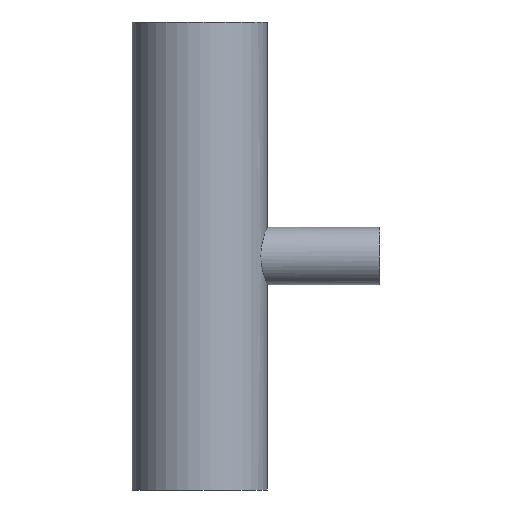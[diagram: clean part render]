
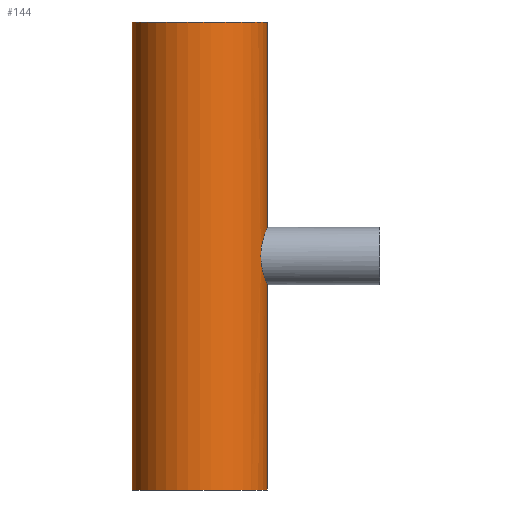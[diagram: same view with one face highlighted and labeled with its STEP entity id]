
A CAD part, front view. The second image highlights one B-rep face of the part: STEP entity #144.
In plain terms, the highlighted cylindrical face has radius 37.5 mm (diameter 75 mm), a partial arc.
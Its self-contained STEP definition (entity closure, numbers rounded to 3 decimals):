
#3 = DIRECTION ( 'NONE',  ( 0., 0., 1. ) ) ;
#16 = CARTESIAN_POINT ( 'NONE',  ( 36.827, -7.142, 14.356 ) ) ;
#18 = EDGE_CURVE ( 'NONE', #157, #253, #21, .T. ) ;
#21 = LINE ( 'NONE', #203, #526 ) ;
#26 = CARTESIAN_POINT ( 'NONE',  ( 36.53, -8.486, -13.574 ) ) ;
#32 = CARTESIAN_POINT ( 'NONE',  ( 37.27, -4.18, 15.453 ) ) ;
#55 = CYLINDRICAL_SURFACE ( 'NONE', #364, 37.5 ) ;
#59 = CARTESIAN_POINT ( 'NONE',  ( 37.5, 0., 130. ) ) ;
#61 = CARTESIAN_POINT ( 'NONE',  ( 33.915, -16., -0.518 ) ) ;
#67 = CIRCLE ( 'NONE', #81, 37.5 ) ;
#71 = CARTESIAN_POINT ( 'NONE',  ( 35.638, -11.676, -10.952 ) ) ;
#76 = CARTESIAN_POINT ( 'NONE',  ( 37.324, -3.669, 15.582 ) ) ;
#81 = AXIS2_PLACEMENT_3D ( 'NONE', #323, #3, #525 ) ;
#82 = CARTESIAN_POINT ( 'NONE',  ( 34.384, -14.967, -5.68 ) ) ;
#97 = DIRECTION ( 'NONE',  ( 0., 0., 1. ) ) ;
#100 = CARTESIAN_POINT ( 'NONE',  ( -37.5, 0., 130. ) ) ;
#113 = CARTESIAN_POINT ( 'NONE',  ( 34.014, -15.79, -2.638 ) ) ;
#114 = DIRECTION ( 'NONE',  ( 0., 0., -1. ) ) ;
#117 = CARTESIAN_POINT ( 'NONE',  ( 34.386, -14.964, 5.687 ) ) ;
#120 = CARTESIAN_POINT ( 'NONE',  ( 36.822, -7.114, -14.341 ) ) ;
#125 = CARTESIAN_POINT ( 'NONE',  ( 37.455, -2.108, -15.896 ) ) ;
#128 = CARTESIAN_POINT ( 'NONE',  ( 34.845, -13.873, 8.04 ) ) ;
#135 = AXIS2_PLACEMENT_3D ( 'NONE', #324, #97, #472 ) ;
#144 = ADVANCED_FACE ( 'NONE', ( #542 ), #55, .T. ) ;
#154 = DIRECTION ( 'NONE',  ( 0., 0., -1. ) ) ;
#156 = CARTESIAN_POINT ( 'NONE',  ( 35.29, -12.688, -9.761 ) ) ;
#157 = VERTEX_POINT ( 'NONE', #350 ) ;
#161 = CARTESIAN_POINT ( 'NONE',  ( 34.168, -15.454, -4.179 ) ) ;
#164 = ORIENTED_EDGE ( 'NONE', *, *, #329, .T. ) ;
#168 = CARTESIAN_POINT ( 'NONE',  ( 33.977, -15.869, -2.115 ) ) ;
#169 = CARTESIAN_POINT ( 'NONE',  ( 34.169, -15.451, 4.187 ) ) ;
#187 = CARTESIAN_POINT ( 'NONE',  ( 37.5, 0., 130. ) ) ;
#190 = DIRECTION ( 'NONE',  ( 0., 0., -1. ) ) ;
#192 = LINE ( 'NONE', #59, #396 ) ;
#199 = CARTESIAN_POINT ( 'NONE',  ( 35.985, -10.58, -12.047 ) ) ;
#203 = CARTESIAN_POINT ( 'NONE',  ( 37.5, 0., 130. ) ) ;
#209 = CARTESIAN_POINT ( 'NONE',  ( 37.15, -5.202, -15.167 ) ) ;
#212 = VECTOR ( 'NONE', #279, 1000. ) ;
#213 = CARTESIAN_POINT ( 'NONE',  ( 35.98, -10.576, 12.017 ) ) ;
#216 = CARTESIAN_POINT ( 'NONE',  ( 35.521, -12.025, -10.568 ) ) ;
#231 = CIRCLE ( 'NONE', #135, 37.5 ) ;
#237 = ORIENTED_EDGE ( 'NONE', *, *, #18, .F. ) ;
#240 = CARTESIAN_POINT ( 'NONE',  ( 34.645, -14.357, -7.14 ) ) ;
#245 = CARTESIAN_POINT ( 'NONE',  ( 37.5, 0., -16. ) ) ;
#247 = EDGE_CURVE ( 'NONE', #309, #157, #523, .T. ) ;
#251 = CARTESIAN_POINT ( 'NONE',  ( 37.454, -2.122, 15.894 ) ) ;
#253 = VERTEX_POINT ( 'NONE', #401 ) ;
#256 = CARTESIAN_POINT ( 'NONE',  ( 36.91, -6.643, -14.565 ) ) ;
#279 = DIRECTION ( 'NONE',  ( 0., 0., -1. ) ) ;
#290 = CARTESIAN_POINT ( 'NONE',  ( 34.643, -14.363, 7.127 ) ) ;
#292 = VERTEX_POINT ( 'NONE', #361 ) ;
#296 = CARTESIAN_POINT ( 'NONE',  ( 34.109, -15.583, 3.669 ) ) ;
#302 = CARTESIAN_POINT ( 'NONE',  ( 33.966, -15.895, 2.116 ) ) ;
#309 = VERTEX_POINT ( 'NONE', #319 ) ;
#319 = CARTESIAN_POINT ( 'NONE',  ( 37.5, 0., 16. ) ) ;
#323 = CARTESIAN_POINT ( 'NONE',  ( 0., 0., 130. ) ) ;
#324 = CARTESIAN_POINT ( 'NONE',  ( 0., 0., -130. ) ) ;
#329 = EDGE_CURVE ( 'NONE', #546, #253, #231, .T. ) ;
#342 = CARTESIAN_POINT ( 'NONE',  ( 37.5, -1.071, 16. ) ) ;
#347 = CARTESIAN_POINT ( 'NONE',  ( 34.306, -15.146, -5.183 ) ) ;
#350 = CARTESIAN_POINT ( 'NONE',  ( 37.5, 0., -16. ) ) ;
#353 = CARTESIAN_POINT ( 'NONE',  ( 35.176, -13.001, 9.341 ) ) ;
#355 = CARTESIAN_POINT ( 'NONE',  ( 36.632, -8.034, -13.846 ) ) ;
#357 = CARTESIAN_POINT ( 'NONE',  ( 33.928, -15.974, -1.054 ) ) ;
#361 = CARTESIAN_POINT ( 'NONE',  ( -37.5, 0., 130. ) ) ;
#364 = AXIS2_PLACEMENT_3D ( 'NONE', #570, #114, #585 ) ;
#370 = LINE ( 'NONE', #100, #212 ) ;
#371 = CARTESIAN_POINT ( 'NONE',  ( -37.5, 0., -130. ) ) ;
#385 = ORIENTED_EDGE ( 'NONE', *, *, #446, .F. ) ;
#386 = CARTESIAN_POINT ( 'NONE',  ( 37.5, -1.055, -16. ) ) ;
#390 = CARTESIAN_POINT ( 'NONE',  ( 35.635, -11.686, 10.941 ) ) ;
#394 = ORIENTED_EDGE ( 'NONE', *, *, #496, .T. ) ;
#395 = CARTESIAN_POINT ( 'NONE',  ( 33.916, -15.999, 1.069 ) ) ;
#396 = VECTOR ( 'NONE', #154, 1000. ) ;
#399 = CARTESIAN_POINT ( 'NONE',  ( 35.519, -12.032, 10.559 ) ) ;
#401 = CARTESIAN_POINT ( 'NONE',  ( 37.5, 0., -130. ) ) ;
#431 = CARTESIAN_POINT ( 'NONE',  ( 34.849, -13.864, -8.054 ) ) ;
#443 = CARTESIAN_POINT ( 'NONE',  ( 36.206, -9.775, 12.678 ) ) ;
#446 = EDGE_CURVE ( 'NONE', #292, #541, #67, .T. ) ;
#450 = CARTESIAN_POINT ( 'NONE',  ( 37.5, 0., 16. ) ) ;
#472 = DIRECTION ( 'NONE',  ( 1., 0., 0. ) ) ;
#474 = ORIENTED_EDGE ( 'NONE', *, *, #568, .F. ) ;
#486 = CARTESIAN_POINT ( 'NONE',  ( 36.635, -8.056, 13.863 ) ) ;
#487 = EDGE_LOOP ( 'NONE', ( #474, #385, #394, #164, #237, #574 ) ) ;
#490 = CARTESIAN_POINT ( 'NONE',  ( 34.109, -15.582, -3.67 ) ) ;
#496 = EDGE_CURVE ( 'NONE', #292, #546, #370, .T. ) ;
#503 = CARTESIAN_POINT ( 'NONE',  ( 34.307, -15.142, 5.196 ) ) ;
#523 = B_SPLINE_CURVE_WITH_KNOTS ( 'NONE', 3,
 ( #450, #342, #251, #76, #32, #591, #578, #16, #486, #583, #443, #213, #595, #390, #399, #533, #353, #128, #290, #117, #503, #169, #296, #302, #395, #61, #357, #168, #113, #490, #161, #347, #82, #240, #431, #539, #156, #216, #71, #199, #545, #26, #355, #120, #256, #209, #588, #125, #386, #245 ),
 .UNSPECIFIED., .F., .F.,
 ( 4, 2, 2, 2, 2, 2, 2, 2, 2, 2, 2, 2, 2, 2, 2, 2, 2, 2, 2, 2, 2, 2, 2, 2, 4 ),
 ( 0., 0.003, 0.005, 0.006, 0.009, 0.011, 0.013, 0.014, 0.016, 0.019, 0.021, 0.022, 0.025, 0.027, 0.028, 0.03, 0.032, 0.035, 0.036, 0.038, 0.041, 0.043, 0.044, 0.047, 0.051 ),
 .UNSPECIFIED. ) ;
#525 = DIRECTION ( 'NONE',  ( 1., 0., 0. ) ) ;
#526 = VECTOR ( 'NONE', #190, 1000. ) ;
#533 = CARTESIAN_POINT ( 'NONE',  ( 35.29, -12.689, 9.76 ) ) ;
#539 = CARTESIAN_POINT ( 'NONE',  ( 35.177, -12.998, -9.345 ) ) ;
#541 = VERTEX_POINT ( 'NONE', #187 ) ;
#542 = FACE_OUTER_BOUND ( 'NONE', #487, .T. ) ;
#545 = CARTESIAN_POINT ( 'NONE',  ( 36.212, -9.784, -12.703 ) ) ;
#546 = VERTEX_POINT ( 'NONE', #371 ) ;
#568 = EDGE_CURVE ( 'NONE', #541, #309, #192, .T. ) ;
#570 = CARTESIAN_POINT ( 'NONE',  ( 0., 0., 130. ) ) ;
#574 = ORIENTED_EDGE ( 'NONE', *, *, #247, .F. ) ;
#578 = CARTESIAN_POINT ( 'NONE',  ( 37.069, -5.692, 14.963 ) ) ;
#583 = CARTESIAN_POINT ( 'NONE',  ( 36.317, -9.354, 12.991 ) ) ;
#585 = DIRECTION ( 'NONE',  ( -1., 0., 0. ) ) ;
#588 = CARTESIAN_POINT ( 'NONE',  ( 37.279, -4.2, -15.476 ) ) ;
#591 = CARTESIAN_POINT ( 'NONE',  ( 37.142, -5.193, 15.143 ) ) ;
#595 = CARTESIAN_POINT ( 'NONE',  ( 35.865, -10.958, 11.67 ) ) ;
